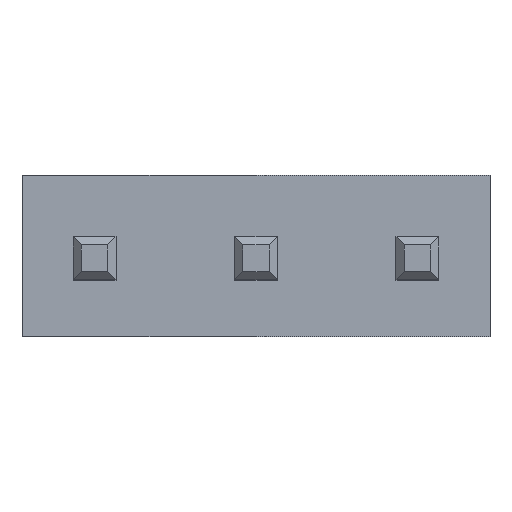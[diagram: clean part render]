
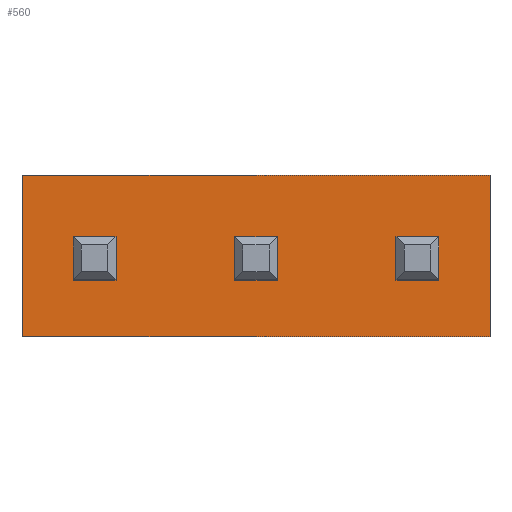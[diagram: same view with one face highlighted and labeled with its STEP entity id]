
A CAD part, top view. The second image highlights one B-rep face of the part: STEP entity #560.
In plain terms, the highlighted planar face has unit normal (0, 0, 1).
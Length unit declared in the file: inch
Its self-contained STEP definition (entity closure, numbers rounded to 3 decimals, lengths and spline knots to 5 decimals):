
#15=FACE_BOUND('',#52,.T.);
#16=FACE_BOUND('',#53,.T.);
#17=FACE_OUTER_BOUND('',#51,.T.);
#51=EDGE_LOOP('',(#347,#348,#349,#350));
#52=EDGE_LOOP('',(#351,#352,#353,#354));
#53=EDGE_LOOP('',(#355,#356,#357,#358));
#87=LINE('',#795,#159);
#88=LINE('',#797,#160);
#89=LINE('',#799,#161);
#90=LINE('',#800,#162);
#91=LINE('',#803,#163);
#92=LINE('',#805,#164);
#93=LINE('',#807,#165);
#94=LINE('',#808,#166);
#95=LINE('',#811,#167);
#96=LINE('',#813,#168);
#97=LINE('',#815,#169);
#98=LINE('',#816,#170);
#159=VECTOR('',#653,0.29);
#160=VECTOR('',#654,0.1);
#161=VECTOR('',#655,0.29);
#162=VECTOR('',#656,0.1);
#163=VECTOR('',#657,0.0265);
#164=VECTOR('',#658,0.0265);
#165=VECTOR('',#659,0.0265);
#166=VECTOR('',#660,0.0265);
#167=VECTOR('',#661,0.0265);
#168=VECTOR('',#662,0.0265);
#169=VECTOR('',#663,0.0265);
#170=VECTOR('',#664,0.0265);
#231=VERTEX_POINT('',#793);
#232=VERTEX_POINT('',#794);
#233=VERTEX_POINT('',#796);
#234=VERTEX_POINT('',#798);
#235=VERTEX_POINT('',#801);
#236=VERTEX_POINT('',#802);
#237=VERTEX_POINT('',#804);
#238=VERTEX_POINT('',#806);
#239=VERTEX_POINT('',#809);
#240=VERTEX_POINT('',#810);
#241=VERTEX_POINT('',#812);
#242=VERTEX_POINT('',#814);
#275=EDGE_CURVE('',#231,#232,#87,.T.);
#276=EDGE_CURVE('',#233,#232,#88,.T.);
#277=EDGE_CURVE('',#234,#233,#89,.T.);
#278=EDGE_CURVE('',#234,#231,#90,.T.);
#279=EDGE_CURVE('',#235,#236,#91,.T.);
#280=EDGE_CURVE('',#237,#235,#92,.T.);
#281=EDGE_CURVE('',#238,#237,#93,.T.);
#282=EDGE_CURVE('',#236,#238,#94,.T.);
#283=EDGE_CURVE('',#239,#240,#95,.T.);
#284=EDGE_CURVE('',#241,#239,#96,.T.);
#285=EDGE_CURVE('',#242,#241,#97,.T.);
#286=EDGE_CURVE('',#240,#242,#98,.T.);
#347=ORIENTED_EDGE('',*,*,#275,.T.);
#348=ORIENTED_EDGE('',*,*,#276,.F.);
#349=ORIENTED_EDGE('',*,*,#277,.F.);
#350=ORIENTED_EDGE('',*,*,#278,.T.);
#351=ORIENTED_EDGE('',*,*,#279,.F.);
#352=ORIENTED_EDGE('',*,*,#280,.F.);
#353=ORIENTED_EDGE('',*,*,#281,.F.);
#354=ORIENTED_EDGE('',*,*,#282,.F.);
#355=ORIENTED_EDGE('',*,*,#283,.F.);
#356=ORIENTED_EDGE('',*,*,#284,.F.);
#357=ORIENTED_EDGE('',*,*,#285,.F.);
#358=ORIENTED_EDGE('',*,*,#286,.F.);
#491=PLANE('',#615);
#560=ADVANCED_FACE('',(#17,#15,#16),#491,.F.);
#615=AXIS2_PLACEMENT_3D('',#792,#651,#652);
#651=DIRECTION('center_axis',(0.,0.,-1.));
#652=DIRECTION('ref_axis',(-1.,0.,0.));
#653=DIRECTION('',(1.,0.,0.));
#654=DIRECTION('',(0.,-1.,0.));
#655=DIRECTION('',(1.,0.,0.));
#656=DIRECTION('',(0.,-1.,0.));
#657=DIRECTION('',(0.,-1.,0.));
#658=DIRECTION('',(-1.,0.,0.));
#659=DIRECTION('',(0.,1.,0.));
#660=DIRECTION('',(1.,0.,0.));
#661=DIRECTION('',(0.,-1.,0.));
#662=DIRECTION('',(-1.,0.,0.));
#663=DIRECTION('',(0.,1.,0.));
#664=DIRECTION('',(1.,0.,0.));
#792=CARTESIAN_POINT('Origin',(-0.145,0.1,0.045));
#793=CARTESIAN_POINT('',(-0.145,0.,0.045));
#794=CARTESIAN_POINT('',(0.145,0.,0.045));
#795=CARTESIAN_POINT('',(-0.145,0.,0.045));
#796=CARTESIAN_POINT('',(0.145,0.1,0.045));
#797=CARTESIAN_POINT('',(0.145,0.1,0.045));
#798=CARTESIAN_POINT('',(-0.145,0.1,0.045));
#799=CARTESIAN_POINT('',(-0.145,0.1,0.045));
#800=CARTESIAN_POINT('',(-0.145,0.1,0.045));
#801=CARTESIAN_POINT('',(-0.11325,0.06139,0.045));
#802=CARTESIAN_POINT('',(-0.11325,0.03489,0.045));
#803=CARTESIAN_POINT('',(-0.11325,0.06139,0.045));
#804=CARTESIAN_POINT('',(-0.08675,0.06139,0.045));
#805=CARTESIAN_POINT('',(-0.08675,0.06139,0.045));
#806=CARTESIAN_POINT('',(-0.08675,0.03489,0.045));
#807=CARTESIAN_POINT('',(-0.08675,0.03489,0.045));
#808=CARTESIAN_POINT('',(-0.11325,0.03489,0.045));
#809=CARTESIAN_POINT('',(-0.01325,0.06139,0.045));
#810=CARTESIAN_POINT('',(-0.01325,0.03489,0.045));
#811=CARTESIAN_POINT('',(-0.01325,0.06139,0.045));
#812=CARTESIAN_POINT('',(0.01325,0.06139,0.045));
#813=CARTESIAN_POINT('',(0.01325,0.06139,0.045));
#814=CARTESIAN_POINT('',(0.01325,0.03489,0.045));
#815=CARTESIAN_POINT('',(0.01325,0.03489,0.045));
#816=CARTESIAN_POINT('',(-0.01325,0.03489,0.045));
